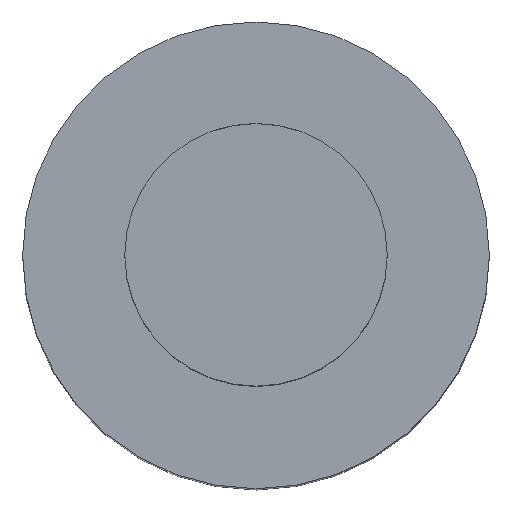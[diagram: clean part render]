
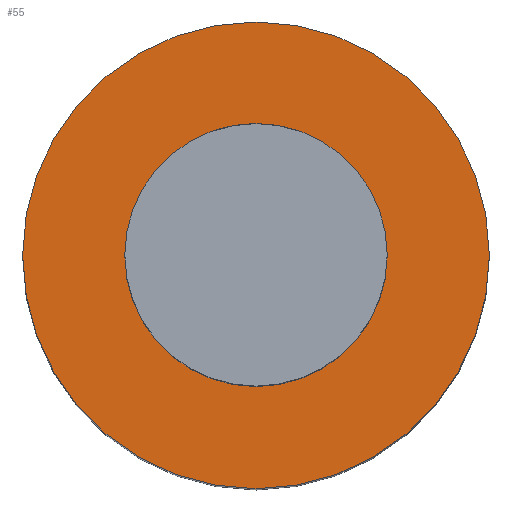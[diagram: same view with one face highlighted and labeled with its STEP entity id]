
A CAD part, top view. The second image highlights one B-rep face of the part: STEP entity #55.
In plain terms, the highlighted planar face has unit normal (0, 0, 1).
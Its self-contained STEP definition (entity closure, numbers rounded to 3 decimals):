
#55=ADVANCED_FACE('240[2]',(#135,#136),#137,.T.);
#66=EDGE_CURVE('240[2]',#154,#154,#155,.T.);
#95=EDGE_CURVE('240[2]',#197,#197,#198,.T.);
#135=FACE_BOUND('',#236,.T.);
#136=FACE_OUTER_BOUND('',#237,.T.);
#137=PLANE('',#238);
#154=VERTEX_POINT('',#325);
#155=CIRCLE('',#326,18.0);
#197=VERTEX_POINT('',#512);
#198=CIRCLE('',#513,32.0);
#236=EDGE_LOOP('',(#548));
#237=EDGE_LOOP('',(#549));
#238=AXIS2_PLACEMENT_3D('',#550,#551,#552);
#325=CARTESIAN_POINT('',(18.0,0.0,0.0));
#326=AXIS2_PLACEMENT_3D('',#565,#566,#567);
#512=CARTESIAN_POINT('',(0.,32.0,0.));
#513=AXIS2_PLACEMENT_3D('',#607,#608,#609);
#548=ORIENTED_EDGE('',*,*,#66,.T.);
#549=ORIENTED_EDGE('',*,*,#95,.F.);
#550=CARTESIAN_POINT('',(0.,16.0,0.));
#551=DIRECTION('',(0.,0.,1.0));
#552=DIRECTION('',(1.0,0.,0.0));
#565=CARTESIAN_POINT('',(0.0,0.0,0.));
#566=DIRECTION('',(0.,0.,-1.0));
#567=DIRECTION('',(1.0,0.,0.));
#607=CARTESIAN_POINT('',(0.0,0.0,0.0));
#608=DIRECTION('',(0.,0.,-1.0));
#609=DIRECTION('',(0.,1.0,0.));
